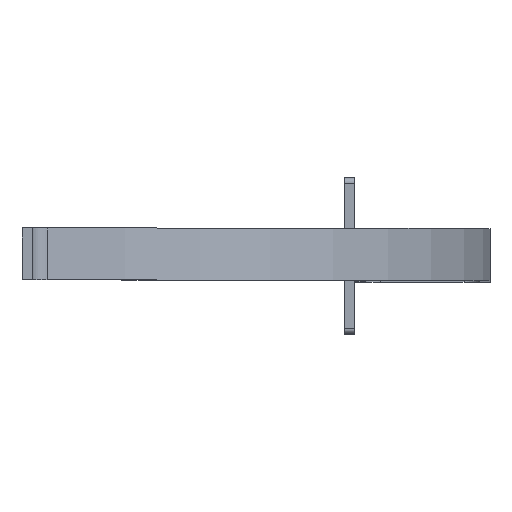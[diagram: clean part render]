
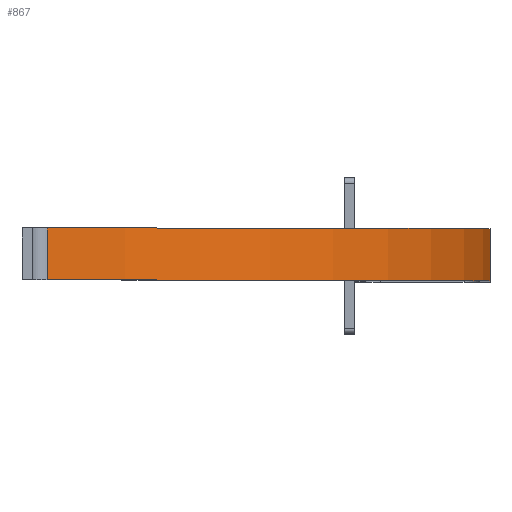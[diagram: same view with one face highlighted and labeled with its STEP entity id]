
A CAD part, top view. The second image highlights one B-rep face of the part: STEP entity #867.
In plain terms, the highlighted cylindrical face has radius 450 mm (diameter 900 mm), a partial arc.
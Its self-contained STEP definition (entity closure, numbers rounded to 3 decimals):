
#103 = EDGE_CURVE ( 'NONE', #1496, #494, #983, .T. ) ;
#150 = DIRECTION ( 'NONE',  ( 0., -1., 0. ) ) ;
#197 = ORIENTED_EDGE ( 'NONE', *, *, #1546, .T. ) ;
#220 = DIRECTION ( 'NONE',  ( 0., 1., 0. ) ) ;
#278 = LINE ( 'NONE', #955, #1249 ) ;
#297 = VERTEX_POINT ( 'NONE', #1156 ) ;
#342 = CARTESIAN_POINT ( 'NONE',  ( 0., 50., 0. ) ) ;
#380 = AXIS2_PLACEMENT_3D ( 'NONE', #847, #1655, #731 ) ;
#388 = CARTESIAN_POINT ( 'NONE',  ( 450., 0., 0. ) ) ;
#494 = VERTEX_POINT ( 'NONE', #1138 ) ;
#511 = CARTESIAN_POINT ( 'NONE',  ( 24.194, 50., 449.349 ) ) ;
#648 = EDGE_CURVE ( 'NONE', #494, #1109, #278, .T. ) ;
#718 = DIRECTION ( 'NONE',  ( 0., 1., 0. ) ) ;
#731 = DIRECTION ( 'NONE',  ( 0., 0., -1. ) ) ;
#745 = AXIS2_PLACEMENT_3D ( 'NONE', #1360, #718, #980 ) ;
#749 = DIRECTION ( 'NONE',  ( 1., 0., 0. ) ) ;
#847 = CARTESIAN_POINT ( 'NONE',  ( 0., 50., 0. ) ) ;
#867 = ADVANCED_FACE ( 'NONE', ( #1126 ), #1269, .T. ) ;
#885 = ORIENTED_EDGE ( 'NONE', *, *, #103, .F. ) ;
#951 = CARTESIAN_POINT ( 'NONE',  ( 24.194, 50., 449.349 ) ) ;
#955 = CARTESIAN_POINT ( 'NONE',  ( 450., 50., 0. ) ) ;
#980 = DIRECTION ( 'NONE',  ( 1., 0., 0. ) ) ;
#983 = CIRCLE ( 'NONE', #1194, 450. ) ;
#1021 = VECTOR ( 'NONE', #150, 1000. ) ;
#1057 = EDGE_LOOP ( 'NONE', ( #1286, #1066, #885, #197 ) ) ;
#1066 = ORIENTED_EDGE ( 'NONE', *, *, #648, .F. ) ;
#1109 = VERTEX_POINT ( 'NONE', #388 ) ;
#1126 = FACE_OUTER_BOUND ( 'NONE', #1057, .T. ) ;
#1138 = CARTESIAN_POINT ( 'NONE',  ( 450., 50., 0. ) ) ;
#1156 = CARTESIAN_POINT ( 'NONE',  ( 24.194, 0., 449.349 ) ) ;
#1194 = AXIS2_PLACEMENT_3D ( 'NONE', #342, #220, #749 ) ;
#1249 = VECTOR ( 'NONE', #1473, 1000. ) ;
#1269 = CYLINDRICAL_SURFACE ( 'NONE', #380, 450. ) ;
#1286 = ORIENTED_EDGE ( 'NONE', *, *, #1314, .T. ) ;
#1314 = EDGE_CURVE ( 'NONE', #297, #1109, #1601, .T. ) ;
#1360 = CARTESIAN_POINT ( 'NONE',  ( 0., 0., 0. ) ) ;
#1454 = LINE ( 'NONE', #951, #1021 ) ;
#1473 = DIRECTION ( 'NONE',  ( 0., -1., 0. ) ) ;
#1496 = VERTEX_POINT ( 'NONE', #511 ) ;
#1546 = EDGE_CURVE ( 'NONE', #1496, #297, #1454, .T. ) ;
#1601 = CIRCLE ( 'NONE', #745, 450. ) ;
#1655 = DIRECTION ( 'NONE',  ( 0., -1., 0. ) ) ;
